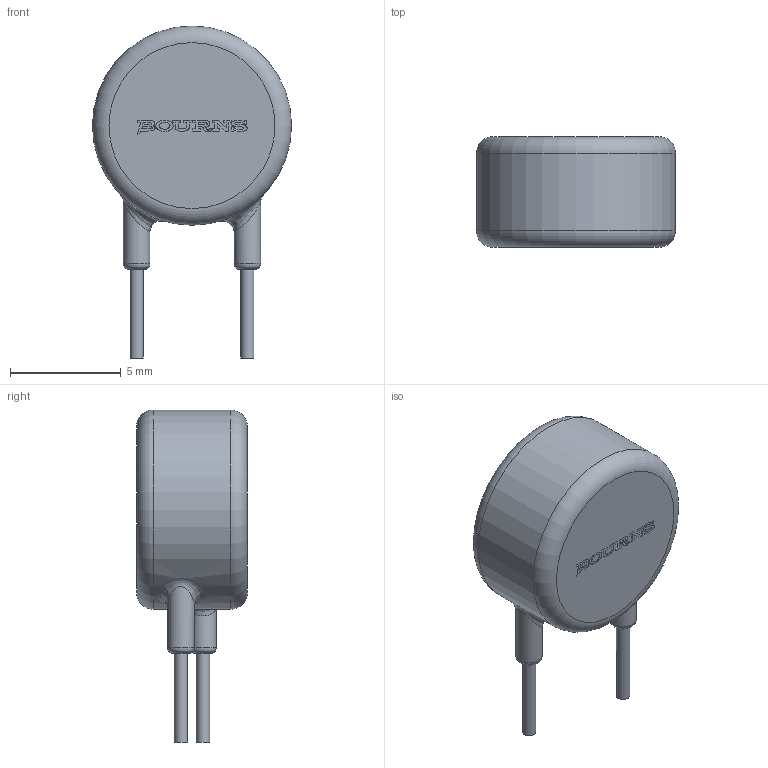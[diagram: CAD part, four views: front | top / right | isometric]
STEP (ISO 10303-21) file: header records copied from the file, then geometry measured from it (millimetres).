
FILE_DESCRIPTION(/* description */ (''),/* implementation_level */ '2;1');
FILE_NAME(/* name */ 'Bourns MOV-07D471KTR - 470V 1.2kA Varistor 1 Circuit Through Hole Disc 7mm.stp',/* time_stamp */ '2020-03-12T09:20:57-04:00',/* author */ ('Ricardo'),/* organization */ (''),/* preprocessor_version */ 'ST-DEVELOPER v18',/* originating_system */ 'Autodesk Inventor 2020',/* authorisation */ '');
FILE_SCHEMA (('AUTOMOTIVE_DESIGN { 1 0 10303 214 3 1 1 }'));
Length unit declared in the file: millimetre
Products named in the file (4): Bourns MOV-07D471KTR - 470V 1.2kA Varistor 1 Circuit Through Hole Dis
c 7mm; body; pins; logo
Assembly tree (3 placements, depth 2):
  Bourns MOV-07D471KTR - 470V 1.2kA Varistor 1 Circuit Through Hole Dis
c 7mm
    body
    pins
    logo
Bounding box: 9 x 5 x 15 mm (x, y, z)
Volume: 321.2 mm3; surface area: 312.7 mm2
Topology: 9 solids, 9 shells, 239 faces, 661 edges, 444 vertices
Faces by surface type: bspline 126, plane 100, cylinder 9, torus 4
Full cylindrical faces by diameter (mm): 0.6 x4, 1.2 x2, 9 x1
Entity records: 8694 total; most frequent: CARTESIAN_POINT 3091, ORIENTED_EDGE 1322, DIRECTION 803, EDGE_CURVE 661, VERTEX_POINT 444, LINE 371, VECTOR 371, EDGE_LOOP 251
